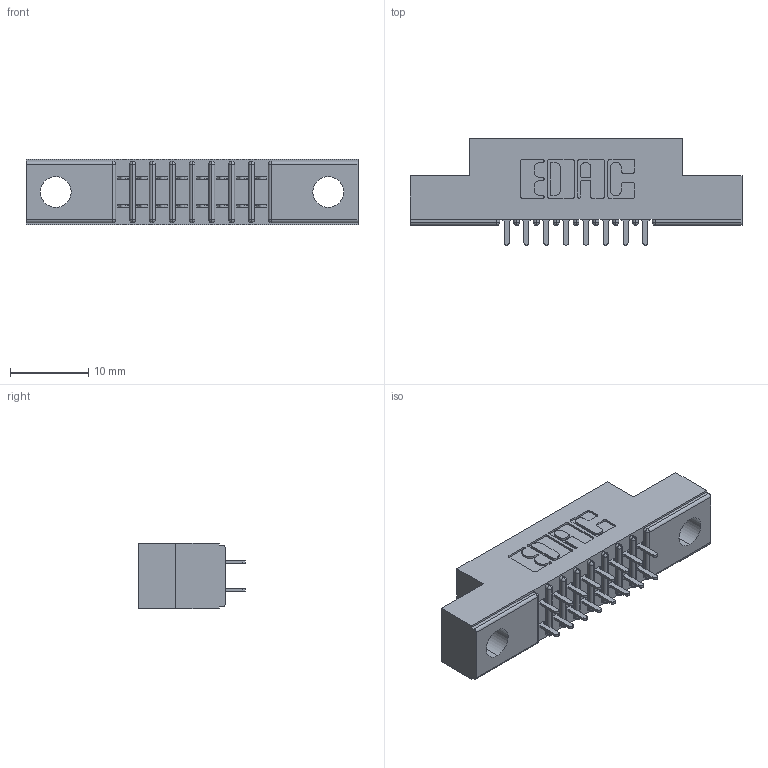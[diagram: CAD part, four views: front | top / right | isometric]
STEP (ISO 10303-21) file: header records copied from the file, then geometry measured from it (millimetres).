
FILE_DESCRIPTION (( 'STEP AP203' ), '1' );
FILE_NAME ('341-016-524-204.STEP', '2018-08-06T15:47:30', ( '' ), ( '' ), 'SwSTEP 2.0', 'SolidWorks 2016', '' );
FILE_SCHEMA (( 'CONFIG_CONTROL_DESIGN' ));
Length unit declared in the file: inch
Products named in the file (3): 341 Part_.156 (3.96) Dia Mounting Holes; 341-292-001_341-292-124; 341-016-524-204
Assembly tree (17 placements, depth 2):
  341-016-524-204
    341 Part_.156 (3.96) Dia Mounting Holes
    341-292-001_341-292-124  x16
Bounding box: 42.55 x 13.64 x 8.38 mm (x, y, z)
Volume: 2352.9 mm3; surface area: 3927.2 mm2
Topology: 17 solids, 17 shells, 1186 faces, 3416 edges, 2214 vertices
Faces by surface type: plane 722, cylinder 432, sphere 18, torus 14
Entity records: 14629 total; most frequent: CARTESIAN_POINT 2438, ORIENTED_EDGE 2416, DIRECTION 2382, EDGE_CURVE 1208, VECTOR 946, LINE 946, VERTEX_POINT 774, AXIS2_PLACEMENT_3D 718
